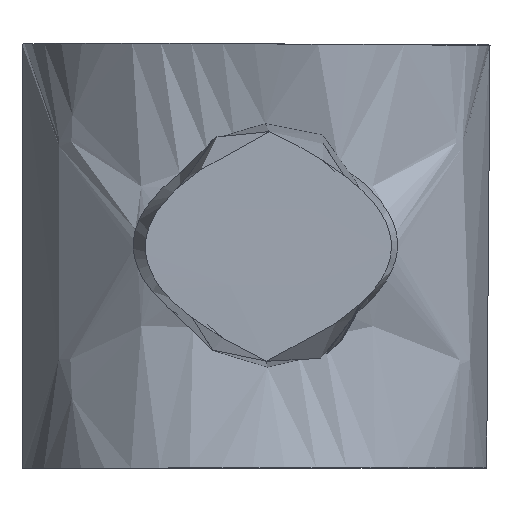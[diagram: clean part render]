
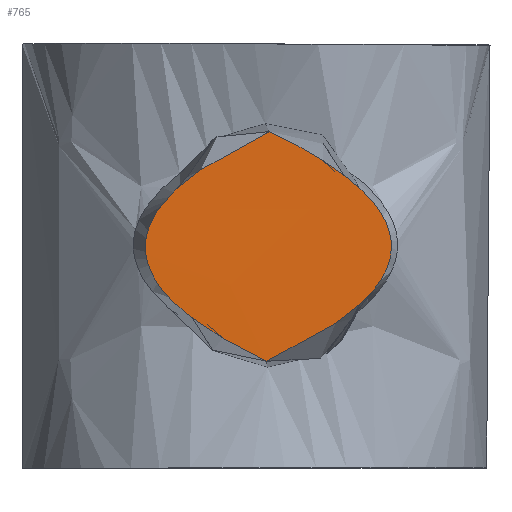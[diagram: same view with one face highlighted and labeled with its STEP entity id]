
A CAD part, front view. The second image highlights one B-rep face of the part: STEP entity #765.
In plain terms, the highlighted free-form (B-spline) face has degree [3, 3] with [4, 4] control points.
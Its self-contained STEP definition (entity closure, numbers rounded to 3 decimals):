
#238 = B_SPLINE_SURFACE_WITH_KNOTS('',3,3,(
    (#239,#240,#241,#242)
    ,(#243,#244,#245,#246)
    ,(#247,#248,#249,#250)
    ,(#251,#252,#253,#254
    )),.UNSPECIFIED.,.F.,.F.,.F.,(4,4),(4,4),(0.,1.),(0.,1.),
  .PIECEWISE_BEZIER_KNOTS.);
#239 = CARTESIAN_POINT('',(-0.006,-1.005,
    0.049));
#240 = CARTESIAN_POINT('',(-0.005,-0.695,
    0.052));
#241 = CARTESIAN_POINT('',(-0.003,-0.383,
    0.053));
#242 = CARTESIAN_POINT('',(-0.003,-0.072,
    0.05));
#243 = CARTESIAN_POINT('',(0.048,-1.001,
    0.044));
#244 = CARTESIAN_POINT('',(0.046,-0.686,
    0.044));
#245 = CARTESIAN_POINT('',(0.049,-0.375,
    0.045));
#246 = CARTESIAN_POINT('',(0.048,-0.063,
    0.044));
#247 = CARTESIAN_POINT('',(0.051,-1.004,
    -0.044));
#248 = CARTESIAN_POINT('',(0.055,-0.693,
    -0.038));
#249 = CARTESIAN_POINT('',(0.053,-0.381,
    -0.046));
#250 = CARTESIAN_POINT('',(0.056,-0.066,
    -0.042));
#251 = CARTESIAN_POINT('',(-0.005,-1.003,
    -0.047));
#252 = CARTESIAN_POINT('',(-0.004,-0.69,
    -0.044));
#253 = CARTESIAN_POINT('',(-0.004,-0.379,
    -0.044));
#254 = CARTESIAN_POINT('',(-0.004,-0.068,
    -0.045));
#299 = B_SPLINE_SURFACE_WITH_KNOTS('',3,3,(
    (#300,#301,#302,#303)
    ,(#304,#305,#306,#307)
    ,(#308,#309,#310,#311)
    ,(#312,#313,#314,#315
    )),.UNSPECIFIED.,.F.,.F.,.F.,(4,4),(4,4),(0.,1.),(0.,1.),
  .PIECEWISE_BEZIER_KNOTS.);
#300 = CARTESIAN_POINT('',(0.012,-1.002,
    -0.048));
#301 = CARTESIAN_POINT('',(0.013,-0.687,
    -0.05));
#302 = CARTESIAN_POINT('',(0.009,-0.378,
    -0.047));
#303 = CARTESIAN_POINT('',(0.013,-0.071,
    -0.05));
#304 = CARTESIAN_POINT('',(-0.044,-1.,
    -0.046));
#305 = CARTESIAN_POINT('',(-0.045,-0.699,
    -0.04));
#306 = CARTESIAN_POINT('',(-0.041,-0.38,
    -0.043));
#307 = CARTESIAN_POINT('',(-0.045,-0.065,
    -0.043));
#308 = CARTESIAN_POINT('',(-0.048,-1.003,
    0.049));
#309 = CARTESIAN_POINT('',(-0.046,-0.685,
    0.043));
#310 = CARTESIAN_POINT('',(-0.048,-0.378,
    0.049));
#311 = CARTESIAN_POINT('',(-0.048,-0.07,
    0.044));
#312 = CARTESIAN_POINT('',(0.013,-1.005,
    0.049));
#313 = CARTESIAN_POINT('',(0.011,-0.695,
    0.054));
#314 = CARTESIAN_POINT('',(0.011,-0.383,
    0.049));
#315 = CARTESIAN_POINT('',(0.011,-0.069,
    0.051));
#331 = VERTEX_POINT('',#332);
#332 = CARTESIAN_POINT('',(0.001,-0.998,
    -0.039));
#355 = EDGE_CURVE('',#331,#356,#358,.T.);
#356 = VERTEX_POINT('',#357);
#357 = CARTESIAN_POINT('',(0.002,-0.999,
    0.041));
#358 = SURFACE_CURVE('',#359,(#363,#376),.PCURVE_S1.);
#359 = B_SPLINE_CURVE_WITH_KNOTS('',2,(#360,#361,#362),.UNSPECIFIED.,.F.
  ,.F.,(3,3),(0.,1.),.PIECEWISE_BEZIER_KNOTS.);
#360 = CARTESIAN_POINT('',(0.001,-0.998,
    -0.039));
#361 = CARTESIAN_POINT('',(0.088,-0.998,
    0.001));
#362 = CARTESIAN_POINT('',(0.002,-0.999,
    0.041));
#363 = PCURVE('',#238,#364);
#364 = DEFINITIONAL_REPRESENTATION('',(#365),#375);
#365 = B_SPLINE_CURVE_WITH_KNOTS('',8,(#366,#367,#368,#369,#370,#371,
    #372,#373,#374),.UNSPECIFIED.,.F.,.F.,(9,9),(0.,1.),
  .PIECEWISE_BEZIER_KNOTS.);
#366 = CARTESIAN_POINT('',(0.954,0.005));
#367 = CARTESIAN_POINT('',(0.801,0.006));
#368 = CARTESIAN_POINT('',(0.543,0.005));
#369 = CARTESIAN_POINT('',(0.53,0.005));
#370 = CARTESIAN_POINT('',(0.398,0.004));
#371 = CARTESIAN_POINT('',(0.596,0.006));
#372 = CARTESIAN_POINT('',(0.394,0.004));
#373 = CARTESIAN_POINT('',(0.226,0.004));
#374 = CARTESIAN_POINT('',(0.07,0.006));
#375 = ( GEOMETRIC_REPRESENTATION_CONTEXT(2) 
PARAMETRIC_REPRESENTATION_CONTEXT() REPRESENTATION_CONTEXT('2D SPACE',''
  ) );
#376 = PCURVE('',#377,#394);
#377 = B_SPLINE_SURFACE_WITH_KNOTS('',3,3,(
    (#378,#379,#380,#381)
    ,(#382,#383,#384,#385)
    ,(#386,#387,#388,#389)
    ,(#390,#391,#392,#393
    )),.UNSPECIFIED.,.F.,.F.,.F.,(4,4),(4,4),(0.,1.),(0.,1.),
  .PIECEWISE_BEZIER_KNOTS.);
#378 = CARTESIAN_POINT('',(-0.04,-0.998,
    -0.041));
#379 = CARTESIAN_POINT('',(-0.039,-0.998,
    -0.014));
#380 = CARTESIAN_POINT('',(-0.039,-0.998,
    0.014));
#381 = CARTESIAN_POINT('',(-0.039,-0.998,
    0.041));
#382 = CARTESIAN_POINT('',(-0.012,-0.998,
    -0.041));
#383 = CARTESIAN_POINT('',(-0.011,-0.999,
    -0.013));
#384 = CARTESIAN_POINT('',(-0.011,-0.998,
    0.013));
#385 = CARTESIAN_POINT('',(-0.011,-0.999,
    0.041));
#386 = CARTESIAN_POINT('',(0.016,-0.999,
    -0.041));
#387 = CARTESIAN_POINT('',(0.017,-0.998,
    -0.014));
#388 = CARTESIAN_POINT('',(0.016,-0.999,
    0.014));
#389 = CARTESIAN_POINT('',(0.017,-0.998,
    0.041));
#390 = CARTESIAN_POINT('',(0.044,-0.998,
    -0.041));
#391 = CARTESIAN_POINT('',(0.044,-0.998,
    -0.014));
#392 = CARTESIAN_POINT('',(0.045,-0.998,
    0.014));
#393 = CARTESIAN_POINT('',(0.045,-0.998,
    0.041));
#394 = DEFINITIONAL_REPRESENTATION('',(#395),#401);
#395 = B_SPLINE_CURVE_WITH_KNOTS('',4,(#396,#397,#398,#399,#400),
  .UNSPECIFIED.,.F.,.F.,(5,5),(0.,1.),.PIECEWISE_BEZIER_KNOTS.);
#396 = CARTESIAN_POINT('',(0.489,0.032));
#397 = CARTESIAN_POINT('',(1.,0.27));
#398 = CARTESIAN_POINT('',(1.175,0.512));
#399 = CARTESIAN_POINT('',(1.001,0.76));
#400 = CARTESIAN_POINT('',(0.495,1.004));
#401 = ( GEOMETRIC_REPRESENTATION_CONTEXT(2) 
PARAMETRIC_REPRESENTATION_CONTEXT() REPRESENTATION_CONTEXT('2D SPACE',''
  ) );
#733 = EDGE_CURVE('',#356,#331,#734,.T.);
#734 = SURFACE_CURVE('',#735,(#739,#749),.PCURVE_S1.);
#735 = B_SPLINE_CURVE_WITH_KNOTS('',2,(#736,#737,#738),.UNSPECIFIED.,.F.
  ,.F.,(3,3),(0.,1.),.PIECEWISE_BEZIER_KNOTS.);
#736 = CARTESIAN_POINT('',(0.002,-0.999,
    0.041));
#737 = CARTESIAN_POINT('',(-0.084,-0.998,
    0.001));
#738 = CARTESIAN_POINT('',(0.001,-0.998,
    -0.039));
#739 = PCURVE('',#299,#740);
#740 = DEFINITIONAL_REPRESENTATION('',(#741),#748);
#741 = B_SPLINE_CURVE_WITH_KNOTS('',5,(#742,#743,#744,#745,#746,#747),
  .UNSPECIFIED.,.F.,.F.,(6,6),(0.,1.),.PIECEWISE_BEZIER_KNOTS.);
#742 = CARTESIAN_POINT('',(0.928,0.007));
#743 = CARTESIAN_POINT('',(0.69,0.005));
#744 = CARTESIAN_POINT('',(0.26,0.003));
#745 = CARTESIAN_POINT('',(0.723,0.005));
#746 = CARTESIAN_POINT('',(0.335,0.003));
#747 = CARTESIAN_POINT('',(0.084,0.004));
#748 = ( GEOMETRIC_REPRESENTATION_CONTEXT(2) 
PARAMETRIC_REPRESENTATION_CONTEXT() REPRESENTATION_CONTEXT('2D SPACE',''
  ) );
#749 = PCURVE('',#377,#750);
#750 = DEFINITIONAL_REPRESENTATION('',(#751),#757);
#751 = B_SPLINE_CURVE_WITH_KNOTS('',4,(#752,#753,#754,#755,#756),
  .UNSPECIFIED.,.F.,.F.,(5,5),(0.,1.),.PIECEWISE_BEZIER_KNOTS.);
#752 = CARTESIAN_POINT('',(0.495,1.004));
#753 = CARTESIAN_POINT('',(-0.015,0.76));
#754 = CARTESIAN_POINT('',(-0.189,0.522));
#755 = CARTESIAN_POINT('',(-0.019,0.277));
#756 = CARTESIAN_POINT('',(0.489,0.032));
#757 = ( GEOMETRIC_REPRESENTATION_CONTEXT(2) 
PARAMETRIC_REPRESENTATION_CONTEXT() REPRESENTATION_CONTEXT('2D SPACE',''
  ) );
#765 = ADVANCED_FACE('',(#766),#377,.T.);
#766 = FACE_BOUND('',#767,.T.);
#767 = EDGE_LOOP('',(#768,#769));
#768 = ORIENTED_EDGE('',*,*,#733,.T.);
#769 = ORIENTED_EDGE('',*,*,#355,.T.);
